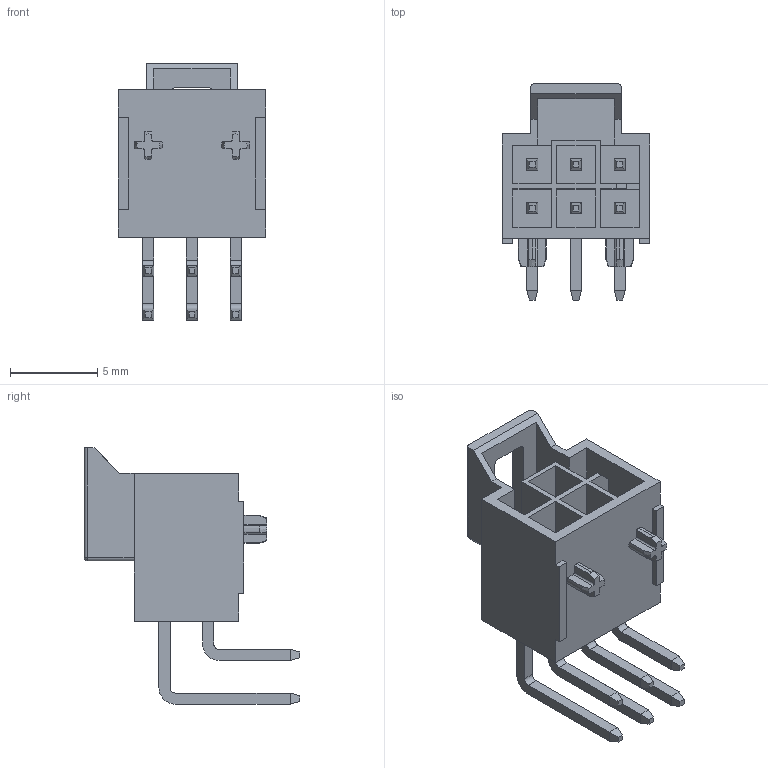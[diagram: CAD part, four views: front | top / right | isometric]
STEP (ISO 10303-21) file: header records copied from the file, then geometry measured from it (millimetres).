
FILE_DESCRIPTION (( 'STEP AP214' ), '1' );
FILE_NAME ('1053141106.STEP', '2021-09-07T19:49:39', ( '' ), ( '' ), 'SwSTEP 2.0', 'SolidWorks 2018', '' );
FILE_SCHEMA (( 'AUTOMOTIVE_DESIGN' ));
Length unit declared in the file: millimetre
Products named in the file (3): 1053141106; 1.STEP; 1053141106.STEP
Assembly tree (2 placements, depth 3):
  1053141106
    1053141106.STEP
      1.STEP
Bounding box: 8.44 x 12.34 x 14.66 mm (x, y, z)
Volume: 310.5 mm3; surface area: 1004.3 mm2
Topology: 1 solids, 1 shells, 249 faces, 642 edges, 408 vertices
Faces by surface type: plane 199, cylinder 38, cone 10, sphere 2
Entity records: 10281 total; most frequent: CARTESIAN_POINT 1367, ORIENTED_EDGE 1280, DIRECTION 1222, EDGE_CURVE 640, VECTOR 536, LINE 536, VERTEX_POINT 408, AXIS2_PLACEMENT_3D 343
